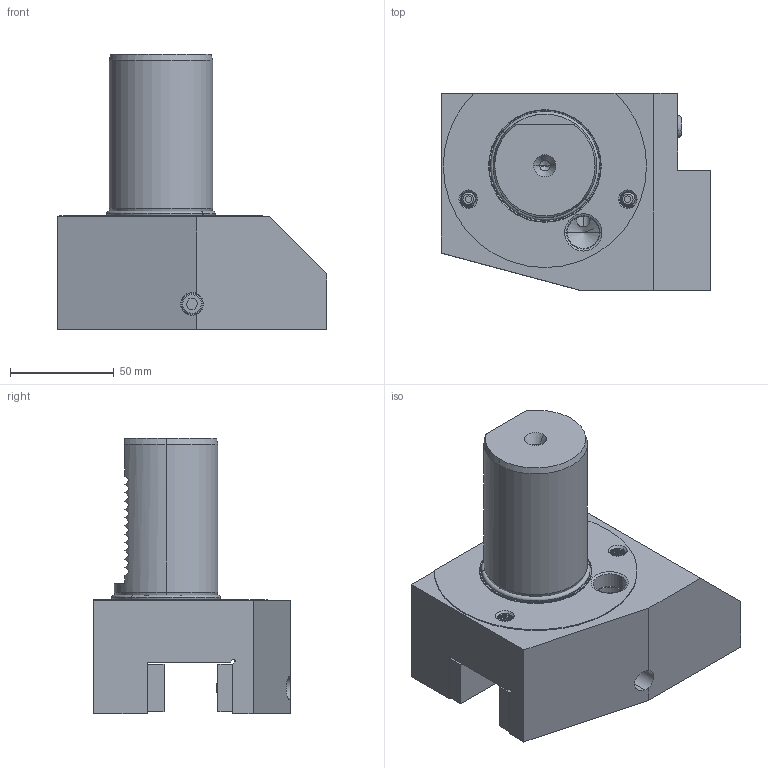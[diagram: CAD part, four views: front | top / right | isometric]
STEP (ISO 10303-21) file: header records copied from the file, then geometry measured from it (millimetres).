
FILE_DESCRIPTION (( 'STEP AP203' ), '1' );
FILE_NAME ('509.36.32.STEP', '2016-11-28T09:37:33', ( '' ), ( '' ), 'SwSTEP 2.0', 'SolidWorks 2012', '' );
FILE_SCHEMA (( 'CONFIG_CONTROL_DESIGN' ));
Products named in the file (13): 509.36.32; 出水銅嘴; 皿頭_M5; 管螺文螺絲; O型環48.7; M16平頭螺絲25; M8尖頭螺絲; M6x25; 114x23x8; M6x16; 130x23x7; 18x7.8; VDI50    B6
Assembly tree (17 placements, depth 2):
  509.36.32
    VDI50    B6
    114x23x8
    130x23x7
    M6x16
    18x7.8  x2
    M6x25  x2
    M8尖頭螺絲  x2
    M16平頭螺絲25  x3
    O型環48.7
    出水銅嘴
    皿頭_M5
    管螺文螺絲
Bounding box: 130 x 95 x 133 mm (x, y, z)
Volume: 627086.3 mm3; surface area: 104240.8 mm2
Topology: 34 solids, 34 shells, 831 faces, 2139 edges, 1383 vertices
Faces by surface type: cylinder 382, cone 175, plane 167, bspline 83, torus 22, sphere 2
Entity records: 89854 total; most frequent: CARTESIAN_POINT 73149, ORIENTED_EDGE 3718, DIRECTION 2541, EDGE_CURVE 1859, VERTEX_POINT 1205, AXIS2_PLACEMENT_3D 928, EDGE_LOOP 766, FACE_OUTER_BOUND 724
